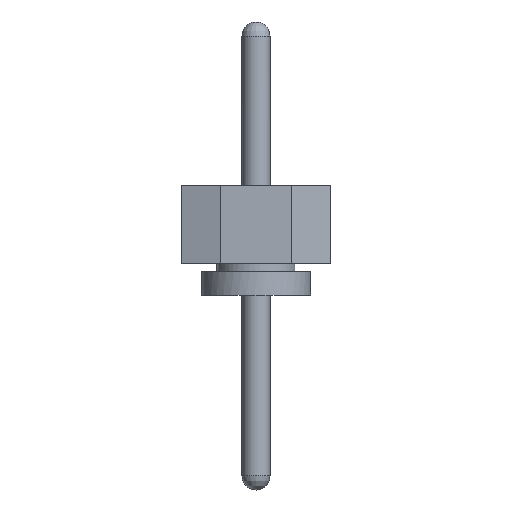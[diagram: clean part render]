
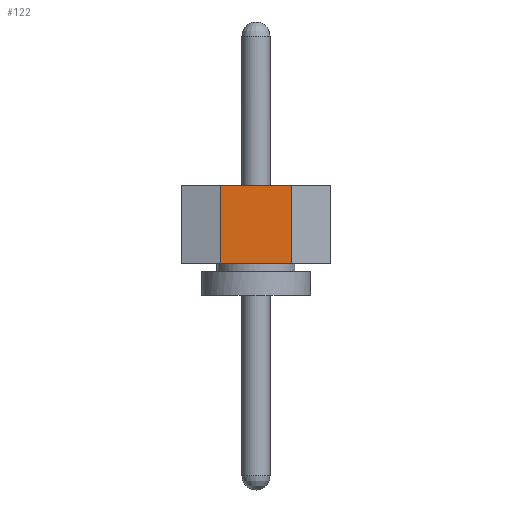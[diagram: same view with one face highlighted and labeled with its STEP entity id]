
A CAD part, front view. The second image highlights one B-rep face of the part: STEP entity #122.
In plain terms, the highlighted planar face has unit normal (0, -1, 0).
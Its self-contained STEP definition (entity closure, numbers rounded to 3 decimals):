
#122=ADVANCED_FACE('',(#264),#2262,.T.);
#264=FACE_OUTER_BOUND('',#406,.T.);
#406=EDGE_LOOP('',(#584,#585,#586,#587));
#584=ORIENTED_EDGE('',*,*,#1263,.T.);
#585=ORIENTED_EDGE('',*,*,#1268,.F.);
#586=ORIENTED_EDGE('',*,*,#1269,.F.);
#587=ORIENTED_EDGE('',*,*,#1267,.F.);
#1263=EDGE_CURVE('',#1945,#1947,#1773,.T.);
#1267=EDGE_CURVE('',#1945,#1950,#1777,.T.);
#1268=EDGE_CURVE('',#1951,#1947,#1778,.T.);
#1269=EDGE_CURVE('',#1950,#1951,#1779,.T.);
#1773=B_SPLINE_CURVE_WITH_KNOTS('',1,(#2750,#2751),.UNSPECIFIED.,.F.,.F.,
(2,2),(-0.05,0.),.UNSPECIFIED.);
#1777=B_SPLINE_CURVE_WITH_KNOTS('',1,(#2758,#2759),.UNSPECIFIED.,.F.,.F.,
(2,2),(-0.046,0.),.UNSPECIFIED.);
#1778=B_SPLINE_CURVE_WITH_KNOTS('',1,(#2760,#2761),.UNSPECIFIED.,.F.,.F.,
(2,2),(0.,0.046),.UNSPECIFIED.);
#1779=B_SPLINE_CURVE_WITH_KNOTS('',1,(#2762,#2763),.UNSPECIFIED.,.F.,.F.,
(2,2),(-0.05,0.),.UNSPECIFIED.);
#1945=VERTEX_POINT('',#2621);
#1947=VERTEX_POINT('',#2623);
#1950=VERTEX_POINT('',#2626);
#1951=VERTEX_POINT('',#2627);
#2262=PLANE('',#2340);
#2340=AXIS2_PLACEMENT_3D('',#2462,#2401,$);
#2401=DIRECTION('',(0.,-1.,0.));
#2462=CARTESIAN_POINT('',(15.972,-13.97,-14.897));
#2621=CARTESIAN_POINT('',(0.584,-13.97,0.5));
#2623=CARTESIAN_POINT('',(0.584,-13.97,1.77));
#2626=CARTESIAN_POINT('',(-0.584,-13.97,0.5));
#2627=CARTESIAN_POINT('',(-0.584,-13.97,1.77));
#2750=CARTESIAN_POINT('',(0.584,-13.97,0.5));
#2751=CARTESIAN_POINT('',(0.584,-13.97,1.77));
#2758=CARTESIAN_POINT('',(0.584,-13.97,0.5));
#2759=CARTESIAN_POINT('',(-0.584,-13.97,0.5));
#2760=CARTESIAN_POINT('',(-0.584,-13.97,1.77));
#2761=CARTESIAN_POINT('',(0.584,-13.97,1.77));
#2762=CARTESIAN_POINT('',(-0.584,-13.97,0.5));
#2763=CARTESIAN_POINT('',(-0.584,-13.97,1.77));
